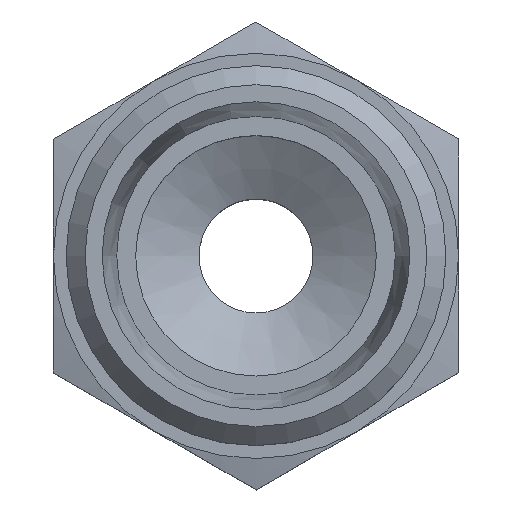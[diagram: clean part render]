
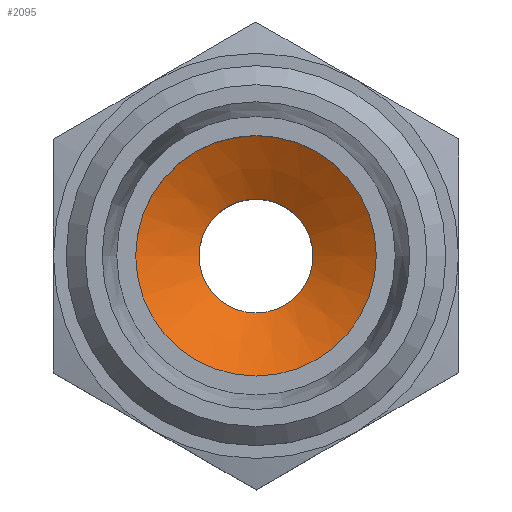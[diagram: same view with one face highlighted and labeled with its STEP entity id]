
A CAD part, top view. The second image highlights one B-rep face of the part: STEP entity #2095.
In plain terms, the highlighted conical face has half-angle 60 degrees and reference radius 4.75 mm.
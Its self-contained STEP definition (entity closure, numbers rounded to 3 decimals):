
#101=CARTESIAN_POINT('',(-0.934,6.145,17.613));
#102=VERTEX_POINT('',#101);
#103=CARTESIAN_POINT('',(-5.434,6.145,17.613));
#104=DIRECTION('',(0.0,0.0,-1.0));
#105=DIRECTION('',(-1.0,0.0,0.0));
#106=AXIS2_PLACEMENT_3D('',#103,#104,#105);
#107=CIRCLE('',#106,4.5);
#108=EDGE_CURVE('',#102,#102,#107,.T.);
#2076=CARTESIAN_POINT('',(-5.434,6.145,17.758));
#2077=DIRECTION('',(0.0,0.0,1.0));
#2078=DIRECTION('',(1.0,0.0,0.0));
#2079=AXIS2_PLACEMENT_3D('',#2076,#2077,#2078);
#2080=CONICAL_SURFACE('',#2079,4.75,60.);
#2081=ORIENTED_EDGE('',*,*,#108,.T.);
#2082=EDGE_LOOP('',(#2081));
#2083=FACE_OUTER_BOUND('',#2082,.T.);
#2084=CARTESIAN_POINT('',(4.066,6.145,20.5));
#2085=VERTEX_POINT('',#2084);
#2086=CARTESIAN_POINT('',(-5.434,6.145,20.5));
#2087=DIRECTION('',(0.0,0.0,1.0));
#2088=DIRECTION('',(1.0,0.0,0.0));
#2089=AXIS2_PLACEMENT_3D('',#2086,#2087,#2088);
#2090=CIRCLE('',#2089,9.5);
#2091=EDGE_CURVE('',#2085,#2085,#2090,.T.);
#2092=ORIENTED_EDGE('',*,*,#2091,.T.);
#2093=EDGE_LOOP('',(#2092));
#2094=FACE_BOUND('',#2093,.T.);
#2095=ADVANCED_FACE('',(#2083,#2094),#2080,.F.);
